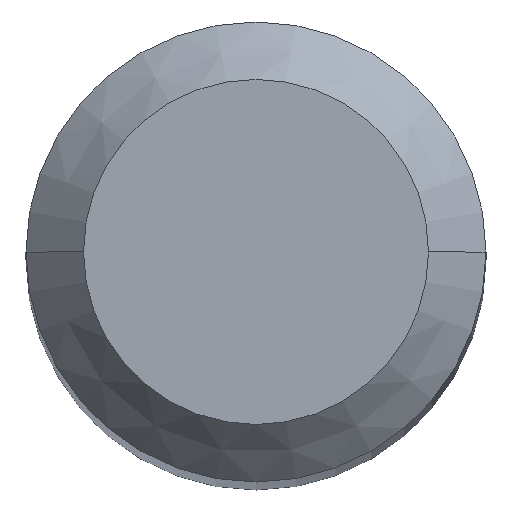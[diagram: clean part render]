
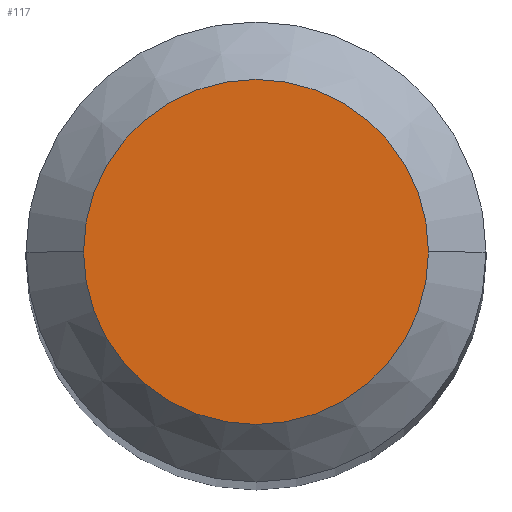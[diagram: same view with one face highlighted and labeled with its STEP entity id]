
A CAD part, top view. The second image highlights one B-rep face of the part: STEP entity #117.
In plain terms, the highlighted planar face has unit normal (0, 0, 1).
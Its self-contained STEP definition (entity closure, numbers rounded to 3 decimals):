
#26=CARTESIAN_POINT('',(0.,0.,80.));
#27=DIRECTION('',(0.,0.,1.));
#28=DIRECTION('',(-1.,0.,0.));
#29=AXIS2_PLACEMENT_3D('',#26,#27,#28);
#31=CARTESIAN_POINT('',(0.,0.,80.));
#32=DIRECTION('',(0.,0.,1.));
#33=DIRECTION('',(1.,0.,0.));
#34=AXIS2_PLACEMENT_3D('',#31,#32,#33);
#57=CARTESIAN_POINT('',(-3.,0.,80.));
#58=CARTESIAN_POINT('',(3.,0.,80.));
#59=VERTEX_POINT('',#57);
#60=VERTEX_POINT('',#58);
#107=CARTESIAN_POINT('',(0.,0.,80.));
#108=DIRECTION('',(0.,0.,1.));
#109=DIRECTION('',(1.,0.,0.));
#110=AXIS2_PLACEMENT_3D('',#107,#108,#109);
#111=PLANE('',#110);
#113=ORIENTED_EDGE('',*,*,#112,.F.);
#114=ORIENTED_EDGE('',*,*,#97,.F.);
#115=EDGE_LOOP('',(#113,#114));
#116=FACE_OUTER_BOUND('',#115,.F.);
#30=CIRCLE('',#29,3.);
#35=CIRCLE('',#34,3.);
#97=EDGE_CURVE('',#60,#59,#35,.T.);
#112=EDGE_CURVE('',#59,#60,#30,.T.);
#117=ADVANCED_FACE('',(#116),#111,.T.);
